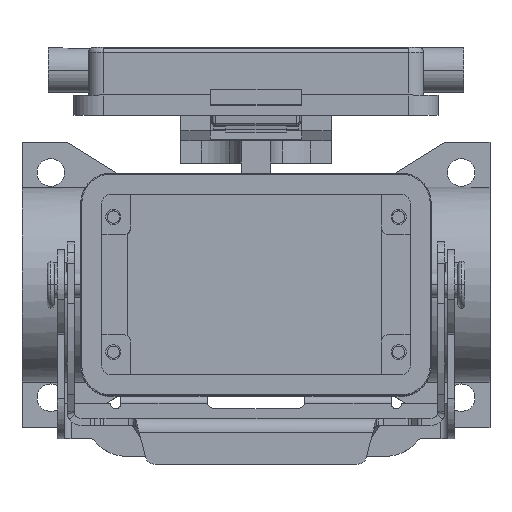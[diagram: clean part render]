
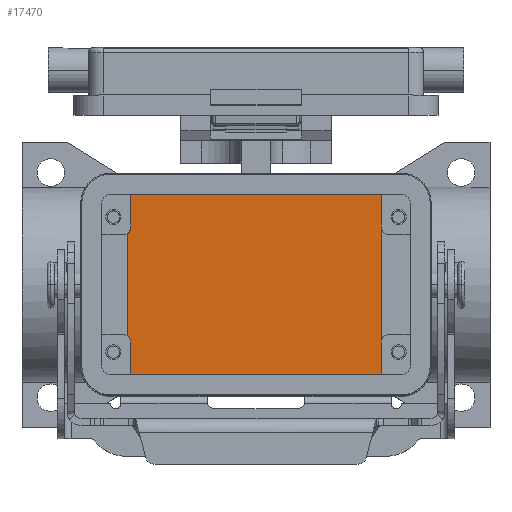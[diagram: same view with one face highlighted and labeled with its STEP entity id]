
A CAD part, top view. The second image highlights one B-rep face of the part: STEP entity #17470.
In plain terms, the highlighted planar face has unit normal (0, 0, 1).
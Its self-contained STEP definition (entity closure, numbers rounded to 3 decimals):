
#17397=CARTESIAN_POINT('',(0.,0.,-62.0));
#17398=DIRECTION('',(0.0,0.0,1.0));
#17399=DIRECTION('',(1.0,0.0,0.0));
#17400=AXIS2_PLACEMENT_3D('',#17397,#17398,#17399);
#17401=PLANE('',#17400);
#17402=CARTESIAN_POINT('',(-25.75,10.201,-62.0));
#17403=VERTEX_POINT('',#17402);
#17404=CARTESIAN_POINT('',(-25.75,-10.201,-62.0));
#17405=VERTEX_POINT('',#17404);
#17406=CARTESIAN_POINT('',(-25.75,10.201,-62.0));
#17407=DIRECTION('',(0.0,-1.0,0.0));
#17408=VECTOR('',#17407,20.402);
#17409=LINE('',#17406,#17408);
#17410=EDGE_CURVE('',#17403,#17405,#17409,.T.);
#17411=ORIENTED_EDGE('',*,*,#17410,.T.);
#17412=CARTESIAN_POINT('',(-25.0,-11.5,-62.));
#17413=VERTEX_POINT('',#17412);
#17414=CARTESIAN_POINT('',(-26.5,-11.5,-62.0));
#17415=DIRECTION('',(0.0,0.0,-1.0));
#17416=DIRECTION('',(-1.0,0.0,0.0));
#17417=AXIS2_PLACEMENT_3D('',#17414,#17415,#17416);
#17418=CIRCLE('',#17417,1.5);
#17419=EDGE_CURVE('',#17405,#17413,#17418,.T.);
#17420=ORIENTED_EDGE('',*,*,#17419,.T.);
#17421=CARTESIAN_POINT('',(-25.0,-18.25,-62.));
#17422=VERTEX_POINT('',#17421);
#17423=CARTESIAN_POINT('',(-25.0,-11.5,-62.));
#17424=DIRECTION('',(0.0,-1.0,0.0));
#17425=VECTOR('',#17424,6.75);
#17426=LINE('',#17423,#17425);
#17427=EDGE_CURVE('',#17413,#17422,#17426,.T.);
#17428=ORIENTED_EDGE('',*,*,#17427,.T.);
#17429=CARTESIAN_POINT('',(25.0,-18.25,-62.));
#17430=VERTEX_POINT('',#17429);
#17431=CARTESIAN_POINT('',(-25.0,-18.25,-62.));
#17432=DIRECTION('',(1.0,0.0,0.0));
#17433=VECTOR('',#17432,50.0);
#17434=LINE('',#17431,#17433);
#17435=EDGE_CURVE('',#17422,#17430,#17434,.T.);
#17436=ORIENTED_EDGE('',*,*,#17435,.T.);
#17437=CARTESIAN_POINT('',(25.,18.25,-62.));
#17438=VERTEX_POINT('',#17437);
#17439=CARTESIAN_POINT('',(25.0,-18.25,-62.));
#17440=DIRECTION('',(0.0,1.0,0.0));
#17441=VECTOR('',#17440,36.5);
#17442=LINE('',#17439,#17441);
#17443=EDGE_CURVE('',#17430,#17438,#17442,.T.);
#17444=ORIENTED_EDGE('',*,*,#17443,.T.);
#17445=CARTESIAN_POINT('',(-25.0,18.25,-62.));
#17446=VERTEX_POINT('',#17445);
#17447=CARTESIAN_POINT('',(25.,18.25,-62.));
#17448=DIRECTION('',(-1.0,0.0,0.0));
#17449=VECTOR('',#17448,50.);
#17450=LINE('',#17447,#17449);
#17451=EDGE_CURVE('',#17438,#17446,#17450,.T.);
#17452=ORIENTED_EDGE('',*,*,#17451,.T.);
#17453=CARTESIAN_POINT('',(-25.,11.5,-62.));
#17454=VERTEX_POINT('',#17453);
#17455=CARTESIAN_POINT('',(-25.0,18.25,-62.));
#17456=DIRECTION('',(0.0,-1.0,0.0));
#17457=VECTOR('',#17456,6.75);
#17458=LINE('',#17455,#17457);
#17459=EDGE_CURVE('',#17446,#17454,#17458,.T.);
#17460=ORIENTED_EDGE('',*,*,#17459,.T.);
#17461=CARTESIAN_POINT('',(-26.5,11.5,-62.0));
#17462=DIRECTION('',(0.0,0.0,-1.0));
#17463=DIRECTION('',(0.0,-1.0,0.0));
#17464=AXIS2_PLACEMENT_3D('',#17461,#17462,#17463);
#17465=CIRCLE('',#17464,1.5);
#17466=EDGE_CURVE('',#17454,#17403,#17465,.T.);
#17467=ORIENTED_EDGE('',*,*,#17466,.T.);
#17468=EDGE_LOOP('',(#17411,#17420,#17428,#17436,#17444,#17452,#17460,#17467));
#17469=FACE_OUTER_BOUND('',#17468,.T.);
#17470=ADVANCED_FACE('',(#17469),#17401,.T.);
